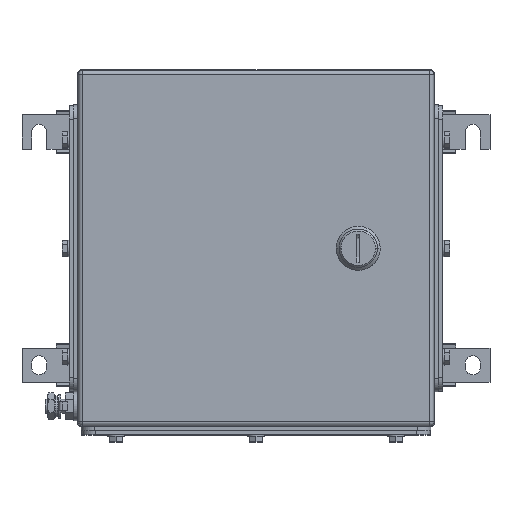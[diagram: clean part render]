
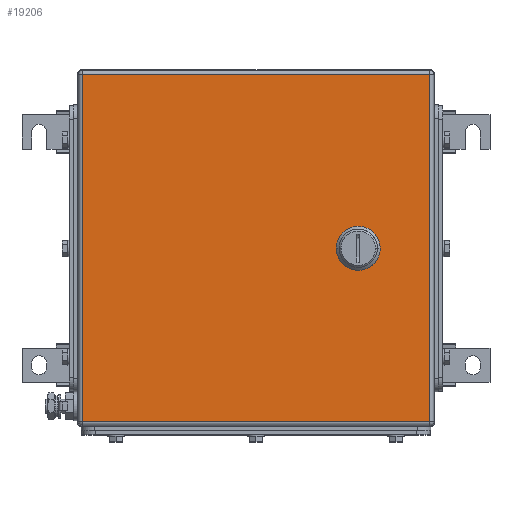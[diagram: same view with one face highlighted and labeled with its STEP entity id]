
A CAD part, top view. The second image highlights one B-rep face of the part: STEP entity #19206.
In plain terms, the highlighted planar face has unit normal (0, 0, 1).
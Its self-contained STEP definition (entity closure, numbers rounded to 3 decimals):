
#18234=AXIS2_PLACEMENT_3D('Circle Axis2P3D',#18232,#18233,$) ;
#18282=AXIS2_PLACEMENT_3D('Circle Axis2P3D',#18280,#18281,$) ;
#18301=AXIS2_PLACEMENT_3D('Circle Axis2P3D',#18299,#18300,$) ;
#19175=AXIS2_PLACEMENT_3D('Circle Axis2P3D',#19173,#19174,$) ;
#19188=AXIS2_PLACEMENT_3D('Plane Axis2P3D',#19185,#19186,#19187) ;
#18093=CARTESIAN_POINT('Vertex',(255.05,135.944,153.5)) ;
#18096=CARTESIAN_POINT('Line Origine',(255.05,141.,153.5)) ;
#18100=CARTESIAN_POINT('Vertex',(255.05,146.056,153.5)) ;
#18229=CARTESIAN_POINT('Vertex',(250.056,130.95,153.5)) ;
#18232=CARTESIAN_POINT('Axis2P3D Location',(245.,141.,153.5)) ;
#18253=CARTESIAN_POINT('Vertex',(239.944,130.95,153.5)) ;
#18256=CARTESIAN_POINT('Line Origine',(245.,130.95,153.5)) ;
#18277=CARTESIAN_POINT('Vertex',(234.95,135.944,153.5)) ;
#18280=CARTESIAN_POINT('Axis2P3D Location',(245.,141.,153.5)) ;
#18296=CARTESIAN_POINT('Vertex',(239.944,151.05,153.5)) ;
#18299=CARTESIAN_POINT('Axis2P3D Location',(245.,141.,153.5)) ;
#18303=CARTESIAN_POINT('Vertex',(234.95,146.056,153.5)) ;
#18327=CARTESIAN_POINT('Vertex',(297.,267.5,153.5)) ;
#18343=CARTESIAN_POINT('Vertex',(44.,267.5,153.5)) ;
#18346=CARTESIAN_POINT('Line Origine',(168.4,267.5,153.5)) ;
#18381=CARTESIAN_POINT('Vertex',(44.,14.5,153.5)) ;
#18384=CARTESIAN_POINT('Line Origine',(44.,141.,153.5)) ;
#18419=CARTESIAN_POINT('Vertex',(297.,14.5,153.5)) ;
#18422=CARTESIAN_POINT('Line Origine',(170.5,14.5,153.5)) ;
#18458=CARTESIAN_POINT('Line Origine',(297.,141.,153.5)) ;
#19093=CARTESIAN_POINT('Vertex',(250.056,151.05,153.5)) ;
#19096=CARTESIAN_POINT('Line Origine',(245.,151.05,153.5)) ;
#19113=CARTESIAN_POINT('Line Origine',(234.95,141.,153.5)) ;
#19173=CARTESIAN_POINT('Axis2P3D Location',(245.,141.,153.5)) ;
#19185=CARTESIAN_POINT('Axis2P3D Location',(170.5,141.,153.5)) ;
#18097=DIRECTION('Vector Direction',(0.,-1.,0.)) ;
#18233=DIRECTION('Axis2P3D Direction',(0.,0.,1.)) ;
#18257=DIRECTION('Vector Direction',(1.,0.,0.)) ;
#18281=DIRECTION('Axis2P3D Direction',(0.,0.,1.)) ;
#18300=DIRECTION('Axis2P3D Direction',(0.,0.,1.)) ;
#18347=DIRECTION('Vector Direction',(1.,0.,0.)) ;
#18385=DIRECTION('Vector Direction',(0.,-1.,0.)) ;
#18423=DIRECTION('Vector Direction',(1.,0.,0.)) ;
#18459=DIRECTION('Vector Direction',(0.,1.,0.)) ;
#19097=DIRECTION('Vector Direction',(1.,0.,0.)) ;
#19114=DIRECTION('Vector Direction',(0.,1.,0.)) ;
#19174=DIRECTION('Axis2P3D Direction',(0.,0.,1.)) ;
#19186=DIRECTION('Axis2P3D Direction',(0.,0.,1.)) ;
#19187=DIRECTION('Axis2P3D XDirection',(1.,0.,0.)) ;
#18098=VECTOR('Line Direction',#18097,1.) ;
#18258=VECTOR('Line Direction',#18257,1.) ;
#18348=VECTOR('Line Direction',#18347,1.) ;
#18386=VECTOR('Line Direction',#18385,1.) ;
#18424=VECTOR('Line Direction',#18423,1.) ;
#18460=VECTOR('Line Direction',#18459,1.) ;
#19098=VECTOR('Line Direction',#19097,1.) ;
#19115=VECTOR('Line Direction',#19114,1.) ;
#19191=ORIENTED_EDGE('',*,*,#18350,.T.) ;
#19192=ORIENTED_EDGE('',*,*,#18388,.T.) ;
#19193=ORIENTED_EDGE('',*,*,#18426,.T.) ;
#19194=ORIENTED_EDGE('',*,*,#18462,.T.) ;
#19197=ORIENTED_EDGE('',*,*,#18236,.F.) ;
#19198=ORIENTED_EDGE('',*,*,#18260,.F.) ;
#19199=ORIENTED_EDGE('',*,*,#18284,.F.) ;
#19200=ORIENTED_EDGE('',*,*,#19117,.T.) ;
#19201=ORIENTED_EDGE('',*,*,#18305,.F.) ;
#19202=ORIENTED_EDGE('',*,*,#19100,.T.) ;
#19203=ORIENTED_EDGE('',*,*,#19177,.F.) ;
#19204=ORIENTED_EDGE('',*,*,#18102,.T.) ;
#19205=FACE_BOUND('',#19196,.T.) ;
#19206=ADVANCED_FACE('Produkt1_AllCATPart.2\\ZUB_KTB_QL_262615_3GP_AllCATPart.2\\ZUB_DE_KTB_QL_260x260.1\\DE_KTB_MH_PART_MASTER.1\\Koerper.2',(#19195,#19205),#19189,.T.) ;
#18235=CIRCLE('generated circle',#18234,11.25) ;
#18283=CIRCLE('generated circle',#18282,11.25) ;
#18302=CIRCLE('generated circle',#18301,11.25) ;
#19176=CIRCLE('generated circle',#19175,11.25) ;
#18102=EDGE_CURVE('',#18101,#18094,#18099,.T.) ;
#18236=EDGE_CURVE('',#18230,#18094,#18235,.T.) ;
#18260=EDGE_CURVE('',#18254,#18230,#18259,.T.) ;
#18284=EDGE_CURVE('',#18278,#18254,#18283,.T.) ;
#18305=EDGE_CURVE('',#18297,#18304,#18302,.T.) ;
#18350=EDGE_CURVE('',#18328,#18344,#18349,.F.) ;
#18388=EDGE_CURVE('',#18344,#18382,#18387,.T.) ;
#18426=EDGE_CURVE('',#18382,#18420,#18425,.T.) ;
#18462=EDGE_CURVE('',#18420,#18328,#18461,.T.) ;
#19100=EDGE_CURVE('',#18297,#19094,#19099,.T.) ;
#19117=EDGE_CURVE('',#18278,#18304,#19116,.T.) ;
#19177=EDGE_CURVE('',#18101,#19094,#19176,.T.) ;
#19190=EDGE_LOOP('',(#19191,#19192,#19193,#19194)) ;
#19196=EDGE_LOOP('',(#19197,#19198,#19199,#19200,#19201,#19202,#19203,#19204)) ;
#19195=FACE_OUTER_BOUND('',#19190,.T.) ;
#18099=LINE('Line',#18096,#18098) ;
#18259=LINE('Line',#18256,#18258) ;
#18349=LINE('Line',#18346,#18348) ;
#18387=LINE('Line',#18384,#18386) ;
#18425=LINE('Line',#18422,#18424) ;
#18461=LINE('Line',#18458,#18460) ;
#19099=LINE('Line',#19096,#19098) ;
#19116=LINE('Line',#19113,#19115) ;
#19189=PLANE('',#19188) ;
#18094=VERTEX_POINT('',#18093) ;
#18101=VERTEX_POINT('',#18100) ;
#18230=VERTEX_POINT('',#18229) ;
#18254=VERTEX_POINT('',#18253) ;
#18278=VERTEX_POINT('',#18277) ;
#18297=VERTEX_POINT('',#18296) ;
#18304=VERTEX_POINT('',#18303) ;
#18328=VERTEX_POINT('',#18327) ;
#18344=VERTEX_POINT('',#18343) ;
#18382=VERTEX_POINT('',#18381) ;
#18420=VERTEX_POINT('',#18419) ;
#19094=VERTEX_POINT('',#19093) ;
